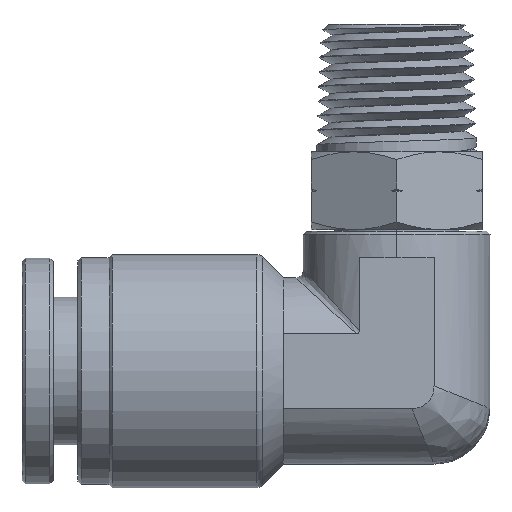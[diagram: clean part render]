
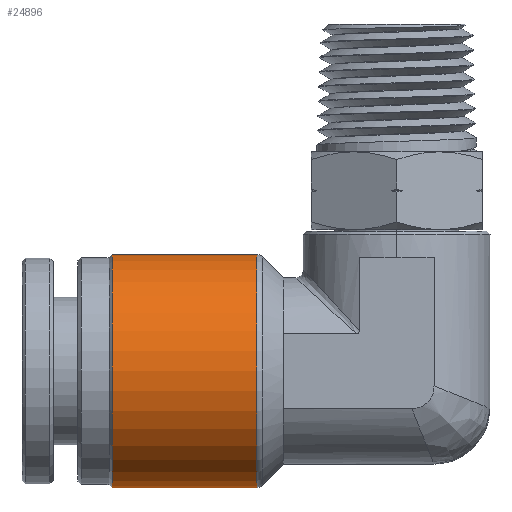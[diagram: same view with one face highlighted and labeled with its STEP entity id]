
A CAD part, left-side view. The second image highlights one B-rep face of the part: STEP entity #24896.
In plain terms, the highlighted cylindrical face has radius 7.5 mm (diameter 15 mm), a partial arc.
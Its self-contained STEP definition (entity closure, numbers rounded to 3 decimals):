
#416 = DIRECTION ( 'NONE',  ( 0., -1., 0. ) ) ;
#455 = DIRECTION ( 'NONE',  ( 0., 0., -1. ) ) ;
#625 = EDGE_LOOP ( 'NONE', ( #22491, #28251, #25593, #26467 ) ) ;
#1278 = AXIS2_PLACEMENT_3D ( 'NONE', #27877, #14246, #455 ) ;
#3008 = CIRCLE ( 'NONE', #1278, 7.5 ) ;
#3021 = EDGE_CURVE ( 'NONE', #3210, #21048, #3008, .T. ) ;
#3210 = VERTEX_POINT ( 'NONE', #15030 ) ;
#3696 = CIRCLE ( 'NONE', #21553, 7.5 ) ;
#4339 = VECTOR ( 'NONE', #28792, 1000. ) ;
#6201 = FACE_OUTER_BOUND ( 'NONE', #625, .T. ) ;
#7366 = DIRECTION ( 'NONE',  ( 0., -1., 0. ) ) ;
#9403 = CYLINDRICAL_SURFACE ( 'NONE', #12727, 7.5 ) ;
#10174 = CARTESIAN_POINT ( 'NONE',  ( 0., 11.4, -7.5 ) ) ;
#10421 = VERTEX_POINT ( 'NONE', #23104 ) ;
#11196 = CARTESIAN_POINT ( 'NONE',  ( 0., -0.093, 7.5 ) ) ;
#11926 = EDGE_CURVE ( 'NONE', #10421, #21048, #28680, .T. ) ;
#12727 = AXIS2_PLACEMENT_3D ( 'NONE', #23590, #416, #21399 ) ;
#14246 = DIRECTION ( 'NONE',  ( 0., 1., 0. ) ) ;
#15030 = CARTESIAN_POINT ( 'NONE',  ( 0., -0.093, -7.5 ) ) ;
#15114 = EDGE_CURVE ( 'NONE', #10421, #19545, #3696, .T. ) ;
#15666 = EDGE_CURVE ( 'NONE', #19545, #3210, #16189, .T. ) ;
#16189 = LINE ( 'NONE', #10174, #28311 ) ;
#17446 = CARTESIAN_POINT ( 'NONE',  ( 0., 11.4, 7.5 ) ) ;
#19545 = VERTEX_POINT ( 'NONE', #24968 ) ;
#21048 = VERTEX_POINT ( 'NONE', #11196 ) ;
#21088 = CARTESIAN_POINT ( 'NONE',  ( 0., 9.2, 0. ) ) ;
#21399 = DIRECTION ( 'NONE',  ( 0., 0., -1. ) ) ;
#21553 = AXIS2_PLACEMENT_3D ( 'NONE', #21088, #7366, #23380 ) ;
#22491 = ORIENTED_EDGE ( 'NONE', *, *, #11926, .F. ) ;
#23104 = CARTESIAN_POINT ( 'NONE',  ( 0., 9.2, 7.5 ) ) ;
#23380 = DIRECTION ( 'NONE',  ( 0., 0., 1. ) ) ;
#23590 = CARTESIAN_POINT ( 'NONE',  ( 0., 11.4, 0. ) ) ;
#23667 = DIRECTION ( 'NONE',  ( 0., -1., 0. ) ) ;
#24896 = ADVANCED_FACE ( 'NONE', ( #6201 ), #9403, .T. ) ;
#24968 = CARTESIAN_POINT ( 'NONE',  ( 0., 9.2, -7.5 ) ) ;
#25593 = ORIENTED_EDGE ( 'NONE', *, *, #15666, .T. ) ;
#26467 = ORIENTED_EDGE ( 'NONE', *, *, #3021, .T. ) ;
#27877 = CARTESIAN_POINT ( 'NONE',  ( 0., -0.093, 0. ) ) ;
#28251 = ORIENTED_EDGE ( 'NONE', *, *, #15114, .T. ) ;
#28311 = VECTOR ( 'NONE', #23667, 1000. ) ;
#28680 = LINE ( 'NONE', #17446, #4339 ) ;
#28792 = DIRECTION ( 'NONE',  ( 0., -1., 0. ) ) ;
